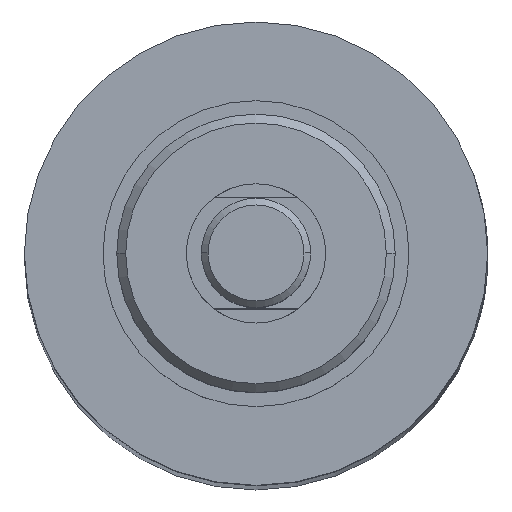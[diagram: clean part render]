
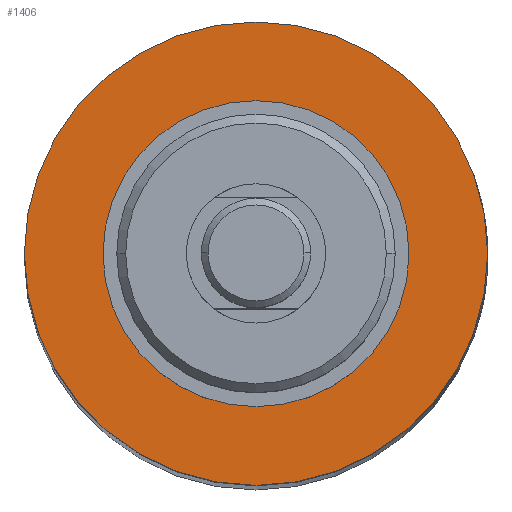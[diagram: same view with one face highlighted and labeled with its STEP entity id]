
A CAD part, top view. The second image highlights one B-rep face of the part: STEP entity #1406.
In plain terms, the highlighted planar face has unit normal (0, 0, 1).
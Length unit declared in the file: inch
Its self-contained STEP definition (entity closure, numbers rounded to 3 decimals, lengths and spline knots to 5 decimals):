
#6 = ORIENTED_EDGE ( 'NONE', *, *, #215, .F. ) ;
#12 = CIRCLE ( 'NONE', #1745, 0.68675 ) ;
#76 = DIRECTION ( 'NONE',  ( 0., 0., 1. ) ) ;
#131 = AXIS2_PLACEMENT_3D ( 'NONE', #639, #2210, #864 ) ;
#152 = AXIS2_PLACEMENT_3D ( 'NONE', #1529, #397, #1986 ) ;
#173 = PLANE ( 'NONE',  #152 ) ;
#187 = EDGE_CURVE ( 'NONE', #1802, #2881, #2478, .T. ) ;
#198 = DIRECTION ( 'NONE',  ( 0., 0., 1. ) ) ;
#215 = EDGE_CURVE ( 'NONE', #1579, #2562, #1876, .T. ) ;
#279 = AXIS2_PLACEMENT_3D ( 'NONE', #1545, #198, #1775 ) ;
#304 = CARTESIAN_POINT ( 'NONE',  ( -0.68675, 0., 0.92 ) ) ;
#345 = ORIENTED_EDGE ( 'NONE', *, *, #2682, .F. ) ;
#397 = DIRECTION ( 'NONE',  ( 0., 0., 1. ) ) ;
#621 = CARTESIAN_POINT ( 'NONE',  ( -1.04, 0., 0.92 ) ) ;
#639 = CARTESIAN_POINT ( 'NONE',  ( 0., 0., 0.92 ) ) ;
#684 = CIRCLE ( 'NONE', #1300, 1.04 ) ;
#766 = DIRECTION ( 'NONE',  ( 0., 0., 1. ) ) ;
#835 = ORIENTED_EDGE ( 'NONE', *, *, #2624, .T. ) ;
#845 = ORIENTED_EDGE ( 'NONE', *, *, #187, .T. ) ;
#864 = DIRECTION ( 'NONE',  ( 1., 0., 0. ) ) ;
#1050 = CARTESIAN_POINT ( 'NONE',  ( 1.04, 0., 0.92 ) ) ;
#1217 = FACE_BOUND ( 'NONE', #2599, .T. ) ;
#1300 = AXIS2_PLACEMENT_3D ( 'NONE', #1435, #76, #1651 ) ;
#1406 = ADVANCED_FACE ( 'NONE', ( #2405, #1217 ), #173, .T. ) ;
#1435 = CARTESIAN_POINT ( 'NONE',  ( 0., 0., 0.92 ) ) ;
#1529 = CARTESIAN_POINT ( 'NONE',  ( 0., 0., 0.92 ) ) ;
#1545 = CARTESIAN_POINT ( 'NONE',  ( 0., 0., 0.92 ) ) ;
#1579 = VERTEX_POINT ( 'NONE', #304 ) ;
#1651 = DIRECTION ( 'NONE',  ( 1., 0., 0. ) ) ;
#1745 = AXIS2_PLACEMENT_3D ( 'NONE', #2114, #766, #2341 ) ;
#1775 = DIRECTION ( 'NONE',  ( 1., 0., 0. ) ) ;
#1802 = VERTEX_POINT ( 'NONE', #621 ) ;
#1854 = CARTESIAN_POINT ( 'NONE',  ( 0.68675, 0., 0.92 ) ) ;
#1876 = CIRCLE ( 'NONE', #279, 0.68675 ) ;
#1986 = DIRECTION ( 'NONE',  ( 1., 0., 0. ) ) ;
#2114 = CARTESIAN_POINT ( 'NONE',  ( 0., 0., 0.92 ) ) ;
#2210 = DIRECTION ( 'NONE',  ( 0., 0., 1. ) ) ;
#2341 = DIRECTION ( 'NONE',  ( 1., 0., 0. ) ) ;
#2405 = FACE_OUTER_BOUND ( 'NONE', #2674, .T. ) ;
#2478 = CIRCLE ( 'NONE', #131, 1.04 ) ;
#2562 = VERTEX_POINT ( 'NONE', #1854 ) ;
#2599 = EDGE_LOOP ( 'NONE', ( #6, #345 ) ) ;
#2624 = EDGE_CURVE ( 'NONE', #2881, #1802, #684, .T. ) ;
#2674 = EDGE_LOOP ( 'NONE', ( #845, #835 ) ) ;
#2682 = EDGE_CURVE ( 'NONE', #2562, #1579, #12, .T. ) ;
#2881 = VERTEX_POINT ( 'NONE', #1050 ) ;
